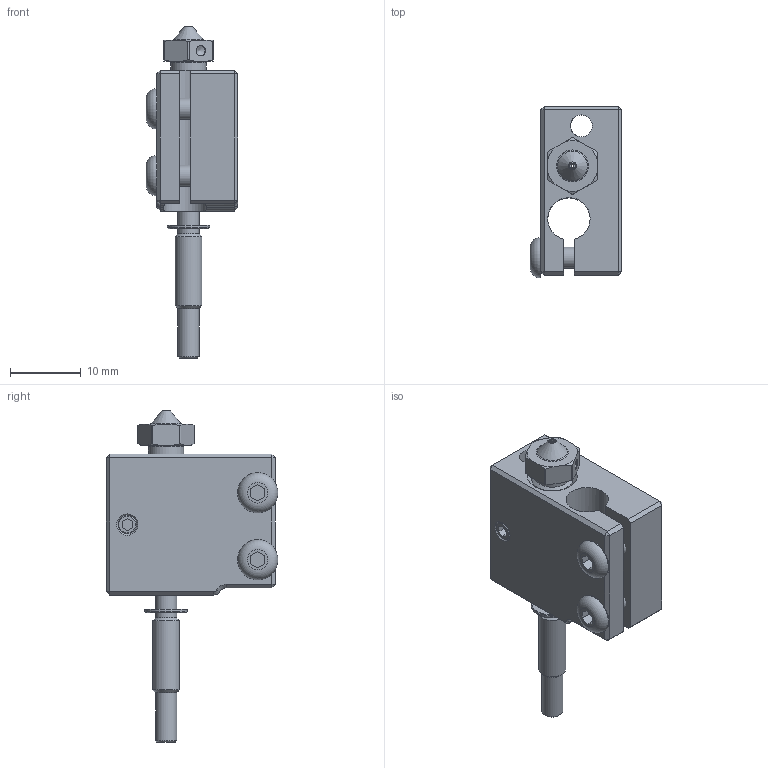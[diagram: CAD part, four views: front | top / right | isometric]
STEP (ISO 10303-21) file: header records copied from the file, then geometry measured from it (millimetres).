
FILE_DESCRIPTION(('FreeCAD Model'),'2;1');
FILE_NAME( 'volcano_hotside.step', '2020-04-14T16:18:13',('Author'),(''), 'Open CASCADE STEP processor 7.4','FreeCAD','Unknown');
FILE_SCHEMA(('AUTOMOTIVE_DESIGN { 1 0 10303 214 1 1 1 1 }'));
Length unit declared in the file: millimetre
Products named in the file (7): E3D_Volcano_Hotend_Assembly; Volcano_Heater_Block; Nozzle_(1); Heat_Break_(1); M3_Button_Head_Screw_(1); M3_Button_Head_Screw_(1)001; M3_Grub_Screw_(1)
Assembly tree (6 placements, depth 2):
  E3D_Volcano_Hotend_Assembly
    Volcano_Heater_Block
    Nozzle_(1)
    Heat_Break_(1)
    M3_Button_Head_Screw_(1)
    M3_Button_Head_Screw_(1)001
    M3_Grub_Screw_(1)
Bounding box: 13 x 24.35 x 47.09 mm (x, y, z)
Volume: 4963.5 mm3; surface area: 4377.1 mm2
Topology: 6 solids, 6 shells, 174 faces, 426 edges, 273 vertices
Faces by surface type: plane 85, cone 46, cylinder 38, torus 5
Full cylindrical faces by diameter (mm): 0.4 x1, 1.5 x2, 1.8 x2, 2.529 x3, 2.6 x1, 3 x7, 3.1 x1, 3.8 x1, 5 x1, 5.035 x1, 5.7 x2, 5.8 x2, 6 x1
Entity records: 12490 total; most frequent: CARTESIAN_POINT 3812, DIRECTION 1617, LINE 914, VECTOR 914, ORIENTED_EDGE 848, PCURVE 848, DEFINITIONAL_REPRESENTATION 848, EDGE_CURVE 424
